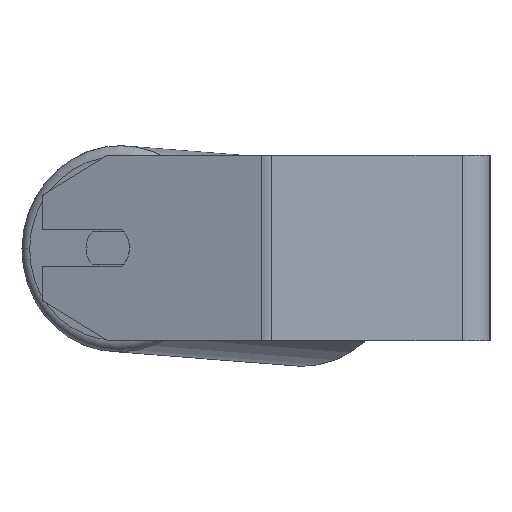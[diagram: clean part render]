
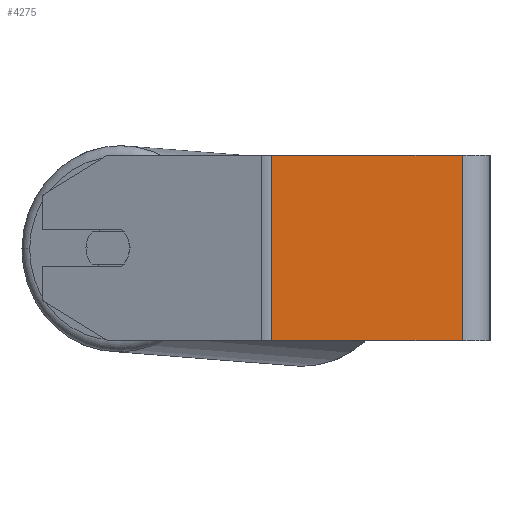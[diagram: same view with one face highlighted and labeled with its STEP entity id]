
A CAD part, left-side view. The second image highlights one B-rep face of the part: STEP entity #4275.
In plain terms, the highlighted planar face has unit normal (-1, 0, 0).
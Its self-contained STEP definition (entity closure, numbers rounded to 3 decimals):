
#28 = DIRECTION ( 'NONE',  ( 0., -1., 0. ) ) ;
#145 = DIRECTION ( 'NONE',  ( 0., 0., -1. ) ) ;
#341 = LINE ( 'NONE', #379, #3989 ) ;
#361 = DIRECTION ( 'NONE',  ( 0., -1., 0. ) ) ;
#379 = CARTESIAN_POINT ( 'NONE',  ( -280., 12., 40. ) ) ;
#642 = DIRECTION ( 'NONE',  ( 0., 0., -1. ) ) ;
#855 = DIRECTION ( 'NONE',  ( 1., 0., 0. ) ) ;
#978 = CARTESIAN_POINT ( 'NONE',  ( -280., 94.227, -40. ) ) ;
#1034 = ORIENTED_EDGE ( 'NONE', *, *, #3738, .T. ) ;
#1080 = AXIS2_PLACEMENT_3D ( 'NONE', #4770, #855, #145 ) ;
#1563 = VERTEX_POINT ( 'NONE', #5951 ) ;
#1642 = EDGE_CURVE ( 'NONE', #1563, #4776, #341, .T. ) ;
#1709 = VERTEX_POINT ( 'NONE', #978 ) ;
#1721 = LINE ( 'NONE', #6225, #2000 ) ;
#2000 = VECTOR ( 'NONE', #28, 1000. ) ;
#2068 = DIRECTION ( 'NONE',  ( 0., 0., -1. ) ) ;
#2092 = LINE ( 'NONE', #6593, #4501 ) ;
#2147 = ORIENTED_EDGE ( 'NONE', *, *, #4361, .T. ) ;
#2800 = EDGE_LOOP ( 'NONE', ( #2147, #3463, #4448, #1034 ) ) ;
#3463 = ORIENTED_EDGE ( 'NONE', *, *, #1642, .F. ) ;
#3738 = EDGE_CURVE ( 'NONE', #4538, #1709, #6834, .T. ) ;
#3989 = VECTOR ( 'NONE', #2068, 1000. ) ;
#4174 = FACE_OUTER_BOUND ( 'NONE', #2800, .T. ) ;
#4275 = ADVANCED_FACE ( 'NONE', ( #4174 ), #5222, .F. ) ;
#4361 = EDGE_CURVE ( 'NONE', #1709, #4776, #2092, .T. ) ;
#4437 = CARTESIAN_POINT ( 'NONE',  ( -280., 94.227, 40. ) ) ;
#4448 = ORIENTED_EDGE ( 'NONE', *, *, #4494, .F. ) ;
#4494 = EDGE_CURVE ( 'NONE', #4538, #1563, #1721, .T. ) ;
#4501 = VECTOR ( 'NONE', #361, 1000. ) ;
#4538 = VERTEX_POINT ( 'NONE', #4437 ) ;
#4770 = CARTESIAN_POINT ( 'NONE',  ( -280., 96.342, 40. ) ) ;
#4776 = VERTEX_POINT ( 'NONE', #7288 ) ;
#5222 = PLANE ( 'NONE',  #1080 ) ;
#5690 = VECTOR ( 'NONE', #642, 1000. ) ;
#5951 = CARTESIAN_POINT ( 'NONE',  ( -280., 12., 40. ) ) ;
#6209 = CARTESIAN_POINT ( 'NONE',  ( -280., 94.227, 40. ) ) ;
#6225 = CARTESIAN_POINT ( 'NONE',  ( -280., 96.342, 40. ) ) ;
#6593 = CARTESIAN_POINT ( 'NONE',  ( -280., 96.342, -40. ) ) ;
#6834 = LINE ( 'NONE', #6209, #5690 ) ;
#7288 = CARTESIAN_POINT ( 'NONE',  ( -280., 12., -40. ) ) ;
